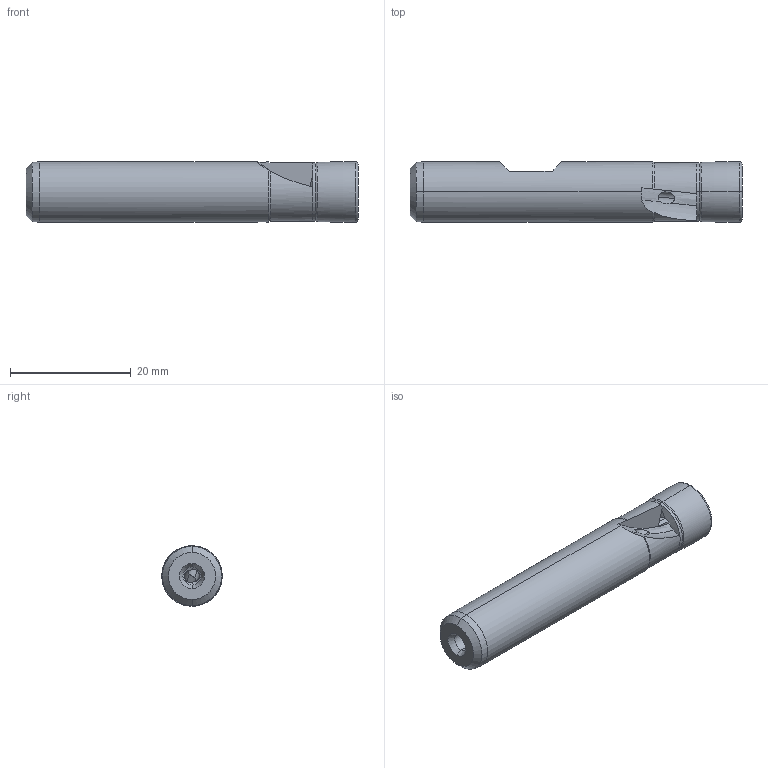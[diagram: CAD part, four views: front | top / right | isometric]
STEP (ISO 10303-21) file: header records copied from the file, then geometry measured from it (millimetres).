
FILE_DESCRIPTION (( 'STEP AP214' ), '1' );
FILE_NAME ('90PP-10-15-63-2.STEP', '2012-01-09T07:35:46', ( '' ), ( '' ), 'SwSTEP 2.0', 'SolidWorks 2011', '' );
FILE_SCHEMA (( 'AUTOMOTIVE_DESIGN' ));
Length unit declared in the file: millimetre
Products named in the file (1): 90PP-10-15-63-2
Bounding box: 55 x 10 x 10 mm (x, y, z)
Volume: 3679.6 mm3; surface area: 2414.8 mm2
Topology: 1 solids, 1 shells, 72 faces, 200 edges, 123 vertices
Faces by surface type: plane 25, cone 23, cylinder 13, torus 10, bspline 1
Entity records: 2569 total; most frequent: CARTESIAN_POINT 785, ORIENTED_EDGE 400, DIRECTION 336, EDGE_CURVE 200, AXIS2_PLACEMENT_3D 135, VERTEX_POINT 123, EDGE_LOOP 77, ADVANCED_FACE 72
